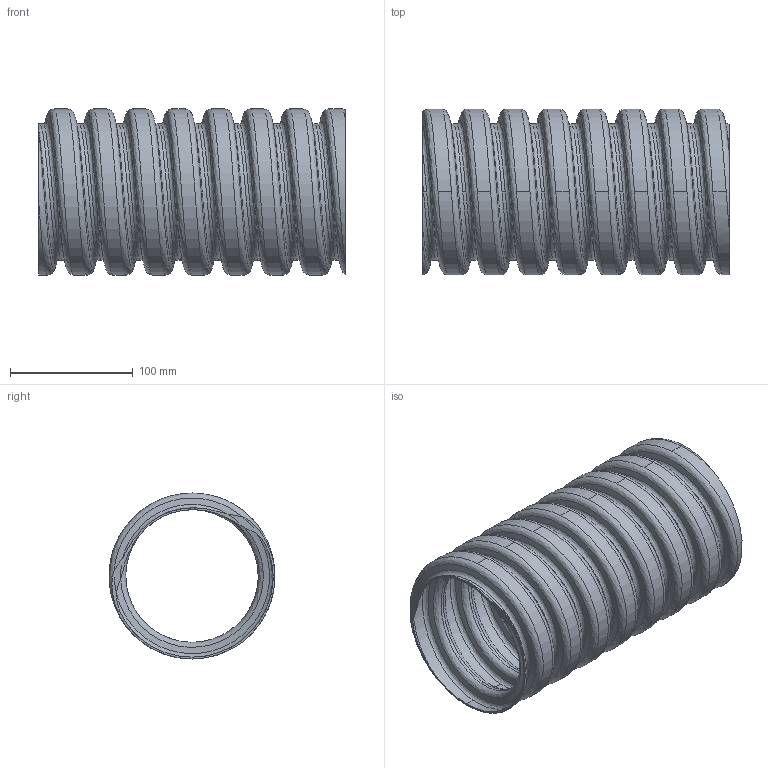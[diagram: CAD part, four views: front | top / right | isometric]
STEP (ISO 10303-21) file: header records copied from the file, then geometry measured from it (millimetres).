
FILE_DESCRIPTION (( 'STEP AP203' ), '1' );
FILE_NAME ('ﾃﾊ-ﾓ1432.00.001 ﾌ ﾏﾍﾄ 125 .STEP', '2022-03-02T07:01:29', ( '' ), ( '' ), 'SwSTEP 2.0', 'SolidWorks 2018', '' );
FILE_SCHEMA (( 'CONFIG_CONTROL_DESIGN' ));
Length unit declared in the file: millimetre
Products named in the file (1): ﾃﾊ-ﾓ1432.00.001 ﾌ ﾏﾍﾄ 125 
Bounding box: 250 x 135.19 x 135.3 mm (x, y, z)
Volume: 216881.4 mm3; surface area: 291370.9 mm2
Topology: 1 solids, 1 shells, 82 faces, 240 edges, 160 vertices
Faces by surface type: cylinder 68, bspline 12, plane 2
Entity records: 30137 total; most frequent: CARTESIAN_POINT 28387, ORIENTED_EDGE 480, EDGE_CURVE 240, DIRECTION 226, VERTEX_POINT 160, EDGE_LOOP 84, FACE_OUTER_BOUND 82, ADVANCED_FACE 82
